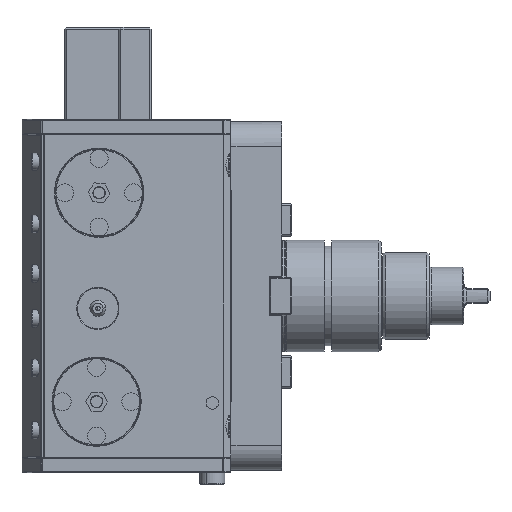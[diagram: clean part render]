
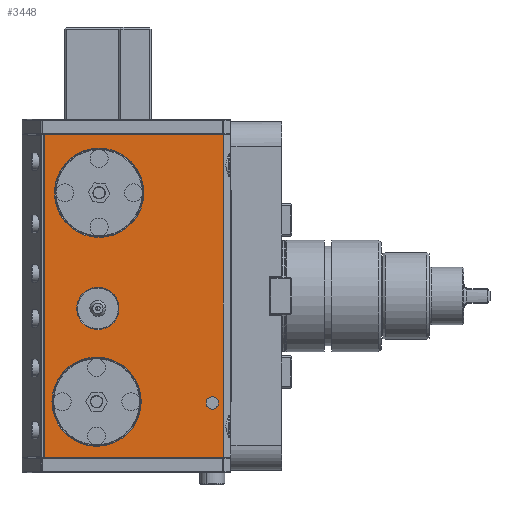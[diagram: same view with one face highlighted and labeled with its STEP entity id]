
A CAD part, left-side view. The second image highlights one B-rep face of the part: STEP entity #3448.
In plain terms, the highlighted planar face has unit normal (-1, 0, 0).
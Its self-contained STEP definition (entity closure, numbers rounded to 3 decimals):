
#80 = CARTESIAN_POINT ( 'NONE',  ( -43.5, 73.5, 41.5 ) ) ;
#161 = CARTESIAN_POINT ( 'NONE',  ( -43.5, 23.5, -64.8 ) ) ;
#449 = ORIENTED_EDGE ( 'NONE', *, *, #19342, .T. ) ;
#686 = AXIS2_PLACEMENT_3D ( 'NONE', #25175, #36402, #47297 ) ;
#959 = EDGE_LOOP ( 'NONE', ( #44707, #38111 ) ) ;
#1481 = VECTOR ( 'NONE', #8145, 1000. ) ;
#1928 = EDGE_CURVE ( 'NONE', #35218, #28071, #38323, .T. ) ;
#2273 = CARTESIAN_POINT ( 'NONE',  ( -43.5, 74.5, -24.55 ) ) ;
#2645 = DIRECTION ( 'NONE',  ( 0., 0., 1. ) ) ;
#2899 = CARTESIAN_POINT ( 'NONE',  ( -43.5, 74., -13.5 ) ) ;
#3419 = CIRCLE ( 'NONE', #35469, 17.95 ) ;
#3448 = ADVANCED_FACE ( 'Defeature completata1_135', ( #14799, #29816, #46845, #31825, #9769 ), #46130, .T. ) ;
#3684 = LINE ( 'NONE', #18327, #12482 ) ;
#4733 = AXIS2_PLACEMENT_3D ( 'NONE', #44251, #25809, #21606 ) ;
#4879 = ORIENTED_EDGE ( 'NONE', *, *, #40774, .F. ) ;
#5000 = CARTESIAN_POINT ( 'NONE',  ( -43.5, 73.5, 23.55 ) ) ;
#6131 = CIRCLE ( 'NONE', #26456, 17.95 ) ;
#6278 = ORIENTED_EDGE ( 'NONE', *, *, #18189, .T. ) ;
#6625 = DIRECTION ( 'NONE',  ( 0., 0., 1. ) ) ;
#6742 = ORIENTED_EDGE ( 'NONE', *, *, #22067, .T. ) ;
#6906 = CIRCLE ( 'NONE', #37430, 17.95 ) ;
#7696 = VERTEX_POINT ( 'NONE', #2899 ) ;
#7975 = DIRECTION ( 'NONE',  ( 0., 0., 1. ) ) ;
#8145 = DIRECTION ( 'NONE',  ( 0., -1., 0. ) ) ;
#8962 = DIRECTION ( 'NONE',  ( 0., 1., 0. ) ) ;
#9621 = EDGE_CURVE ( 'NONE', #23497, #12790, #19570, .T. ) ;
#9769 = FACE_OUTER_BOUND ( 'NONE', #15375, .T. ) ;
#10039 = CARTESIAN_POINT ( 'NONE',  ( -43.5, 73.5, 41.5 ) ) ;
#10978 = VERTEX_POINT ( 'NONE', #33605 ) ;
#11706 = VERTEX_POINT ( 'NONE', #14306 ) ;
#12482 = VECTOR ( 'NONE', #6625, 1000. ) ;
#12790 = VERTEX_POINT ( 'NONE', #45732 ) ;
#12936 = DIRECTION ( 'NONE',  ( -1., 0., 0. ) ) ;
#12941 = CARTESIAN_POINT ( 'NONE',  ( -43.5, 95.3, 64.8 ) ) ;
#13498 = AXIS2_PLACEMENT_3D ( 'NONE', #33150, #22376, #40952 ) ;
#14088 = DIRECTION ( 'NONE',  ( 0., 0., 1. ) ) ;
#14306 = CARTESIAN_POINT ( 'NONE',  ( -43.5, 95.3, -64.8 ) ) ;
#14799 = FACE_BOUND ( 'NONE', #44633, .T. ) ;
#15113 = ORIENTED_EDGE ( 'NONE', *, *, #36761, .T. ) ;
#15375 = EDGE_LOOP ( 'NONE', ( #44165, #449, #32500, #42628 ) ) ;
#15452 = CARTESIAN_POINT ( 'NONE',  ( -43.5, 20.5, -64.8 ) ) ;
#17003 = ORIENTED_EDGE ( 'NONE', *, *, #1928, .F. ) ;
#18189 = EDGE_CURVE ( 'NONE', #30387, #35047, #3419, .T. ) ;
#18327 = CARTESIAN_POINT ( 'NONE',  ( -43.5, 23.5, -65. ) ) ;
#18342 = DIRECTION ( 'NONE',  ( 0., 0., -1. ) ) ;
#18868 = DIRECTION ( 'NONE',  ( 1., 0., 0. ) ) ;
#19342 = EDGE_CURVE ( 'NONE', #10978, #27200, #37598, .T. ) ;
#19570 = CIRCLE ( 'NONE', #21928, 17.95 ) ;
#21606 = DIRECTION ( 'NONE',  ( 0., 0., 1. ) ) ;
#21928 = AXIS2_PLACEMENT_3D ( 'NONE', #32241, #43134, #14088 ) ;
#21950 = DIRECTION ( 'NONE',  ( 1., 0., 0. ) ) ;
#22067 = EDGE_CURVE ( 'NONE', #23963, #7696, #31087, .T. ) ;
#22085 = VERTEX_POINT ( 'NONE', #161 ) ;
#22376 = DIRECTION ( 'NONE',  ( -1., 0., 0. ) ) ;
#22582 = LINE ( 'NONE', #15452, #1481 ) ;
#22655 = DIRECTION ( 'NONE',  ( 1., 0., 0. ) ) ;
#23497 = VERTEX_POINT ( 'NONE', #2273 ) ;
#23951 = EDGE_CURVE ( 'NONE', #27200, #11706, #25740, .T. ) ;
#23963 = VERTEX_POINT ( 'NONE', #29676 ) ;
#24238 = CARTESIAN_POINT ( 'NONE',  ( -43.5, 20.5, -65. ) ) ;
#25175 = CARTESIAN_POINT ( 'NONE',  ( -43.5, 74., -5. ) ) ;
#25740 = LINE ( 'NONE', #33055, #42746 ) ;
#25809 = DIRECTION ( 'NONE',  ( -1., 0., 0. ) ) ;
#26352 = AXIS2_PLACEMENT_3D ( 'NONE', #37829, #22655, #7975 ) ;
#26456 = AXIS2_PLACEMENT_3D ( 'NONE', #80, #18868, #29967 ) ;
#26476 = CIRCLE ( 'NONE', #686, 8.5 ) ;
#26802 = CIRCLE ( 'NONE', #13498, 2.5 ) ;
#27200 = VERTEX_POINT ( 'NONE', #12941 ) ;
#28071 = VERTEX_POINT ( 'NONE', #46013 ) ;
#28905 = DIRECTION ( 'NONE',  ( 0., 0., 1. ) ) ;
#29676 = CARTESIAN_POINT ( 'NONE',  ( -43.5, 74., 3.5 ) ) ;
#29816 = FACE_BOUND ( 'NONE', #959, .T. ) ;
#29967 = DIRECTION ( 'NONE',  ( 0., 0., 1. ) ) ;
#30387 = VERTEX_POINT ( 'NONE', #37210 ) ;
#30684 = CARTESIAN_POINT ( 'NONE',  ( -43.5, 28., -40.5 ) ) ;
#31087 = CIRCLE ( 'NONE', #26352, 8.5 ) ;
#31445 = EDGE_LOOP ( 'NONE', ( #6742, #46980 ) ) ;
#31825 = FACE_BOUND ( 'NONE', #38466, .T. ) ;
#32241 = CARTESIAN_POINT ( 'NONE',  ( -43.5, 74.5, -42.5 ) ) ;
#32500 = ORIENTED_EDGE ( 'NONE', *, *, #23951, .T. ) ;
#33055 = CARTESIAN_POINT ( 'NONE',  ( -43.5, 95.3, -65. ) ) ;
#33150 = CARTESIAN_POINT ( 'NONE',  ( -43.5, 28., -43. ) ) ;
#33468 = CARTESIAN_POINT ( 'NONE',  ( -43.5, 74.5, -42.5 ) ) ;
#33605 = CARTESIAN_POINT ( 'NONE',  ( -43.5, 23.5, 64.8 ) ) ;
#33926 = CARTESIAN_POINT ( 'NONE',  ( -43.5, 95.5, 64.8 ) ) ;
#35047 = VERTEX_POINT ( 'NONE', #5000 ) ;
#35218 = VERTEX_POINT ( 'NONE', #30684 ) ;
#35460 = VECTOR ( 'NONE', #8962, 1000. ) ;
#35469 = AXIS2_PLACEMENT_3D ( 'NONE', #10039, #46868, #28905 ) ;
#35733 = EDGE_CURVE ( 'NONE', #22085, #10978, #3684, .T. ) ;
#36402 = DIRECTION ( 'NONE',  ( 1., 0., 0. ) ) ;
#36555 = EDGE_CURVE ( 'NONE', #11706, #22085, #22582, .T. ) ;
#36761 = EDGE_CURVE ( 'NONE', #35047, #30387, #6131, .T. ) ;
#37210 = CARTESIAN_POINT ( 'NONE',  ( -43.5, 73.5, 59.45 ) ) ;
#37430 = AXIS2_PLACEMENT_3D ( 'NONE', #33468, #21950, #2645 ) ;
#37598 = LINE ( 'NONE', #33926, #35460 ) ;
#37829 = CARTESIAN_POINT ( 'NONE',  ( -43.5, 74., -5. ) ) ;
#38111 = ORIENTED_EDGE ( 'NONE', *, *, #47358, .T. ) ;
#38323 = CIRCLE ( 'NONE', #4733, 2.5 ) ;
#38466 = EDGE_LOOP ( 'NONE', ( #17003, #4879 ) ) ;
#40774 = EDGE_CURVE ( 'NONE', #28071, #35218, #26802, .T. ) ;
#40952 = DIRECTION ( 'NONE',  ( 0., 0., 1. ) ) ;
#42254 = DIRECTION ( 'NONE',  ( 0., 0., 1. ) ) ;
#42628 = ORIENTED_EDGE ( 'NONE', *, *, #36555, .T. ) ;
#42746 = VECTOR ( 'NONE', #18342, 1000. ) ;
#43134 = DIRECTION ( 'NONE',  ( 1., 0., 0. ) ) ;
#43859 = AXIS2_PLACEMENT_3D ( 'NONE', #24238, #12936, #42254 ) ;
#44165 = ORIENTED_EDGE ( 'NONE', *, *, #35733, .T. ) ;
#44251 = CARTESIAN_POINT ( 'NONE',  ( -43.5, 28., -43. ) ) ;
#44633 = EDGE_LOOP ( 'NONE', ( #6278, #15113 ) ) ;
#44707 = ORIENTED_EDGE ( 'NONE', *, *, #9621, .T. ) ;
#45732 = CARTESIAN_POINT ( 'NONE',  ( -43.5, 74.5, -60.45 ) ) ;
#46013 = CARTESIAN_POINT ( 'NONE',  ( -43.5, 28., -45.5 ) ) ;
#46130 = PLANE ( 'NONE',  #43859 ) ;
#46845 = FACE_BOUND ( 'NONE', #31445, .T. ) ;
#46868 = DIRECTION ( 'NONE',  ( 1., 0., 0. ) ) ;
#46980 = ORIENTED_EDGE ( 'NONE', *, *, #47350, .T. ) ;
#47297 = DIRECTION ( 'NONE',  ( 0., 0., 1. ) ) ;
#47350 = EDGE_CURVE ( 'NONE', #7696, #23963, #26476, .T. ) ;
#47358 = EDGE_CURVE ( 'NONE', #12790, #23497, #6906, .T. ) ;
